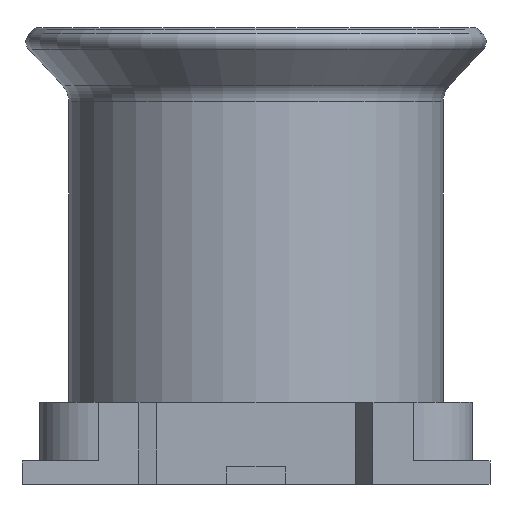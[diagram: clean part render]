
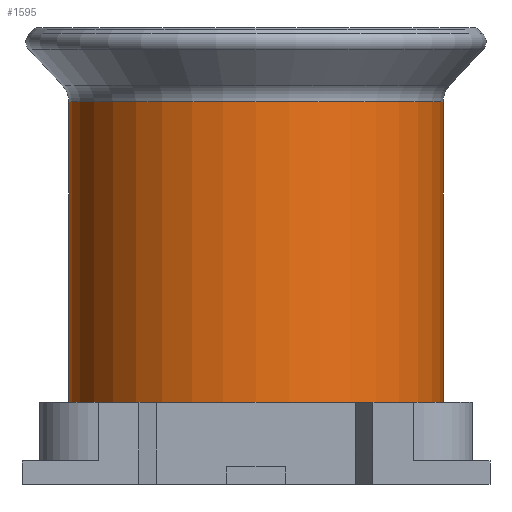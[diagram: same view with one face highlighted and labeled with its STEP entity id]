
A CAD part, front view. The second image highlights one B-rep face of the part: STEP entity #1595.
In plain terms, the highlighted cylindrical face has radius 1.6 mm (diameter 3.2 mm), a full revolution.
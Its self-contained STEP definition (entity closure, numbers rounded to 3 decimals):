
#1595 = ADVANCED_FACE('',(#1596),#1631,.T.);
#1596 = FACE_BOUND('',#1597,.T.);
#1597 = EDGE_LOOP('',(#1598,#1607,#1614,#1623,#1630));
#1598 = ORIENTED_EDGE('',*,*,#1599,.T.);
#1599 = EDGE_CURVE('',#1600,#1600,#1602,.T.);
#1600 = VERTEX_POINT('',#1601);
#1601 = CARTESIAN_POINT('',(0.,-1.425,
    3.27));
#1602 = CIRCLE('',#1603,1.6);
#1603 = AXIS2_PLACEMENT_3D('',#1604,#1605,#1606);
#1604 = CARTESIAN_POINT('',(0.,0.175,
    3.27));
#1605 = DIRECTION('',(0.,0.,-1.));
#1606 = DIRECTION('',(0.,-1.,0.));
#1607 = ORIENTED_EDGE('',*,*,#1608,.T.);
#1608 = EDGE_CURVE('',#1600,#1609,#1611,.T.);
#1609 = VERTEX_POINT('',#1610);
#1610 = CARTESIAN_POINT('',(0.,-1.425,
    0.7));
#1611 = B_SPLINE_CURVE_WITH_KNOTS('',1,(#1612,#1613),.UNSPECIFIED.,.F.,
  .F.,(2,2),(-0.07,2.5),.PIECEWISE_BEZIER_KNOTS.);
#1612 = CARTESIAN_POINT('',(0.,-1.425,
    3.27));
#1613 = CARTESIAN_POINT('',(0.,-1.425,
    0.7));
#1614 = ORIENTED_EDGE('',*,*,#1615,.T.);
#1615 = EDGE_CURVE('',#1609,#1616,#1618,.T.);
#1616 = VERTEX_POINT('',#1617);
#1617 = CARTESIAN_POINT('',(0.,1.775,0.7));
#1618 = CIRCLE('',#1619,1.6);
#1619 = AXIS2_PLACEMENT_3D('',#1620,#1621,#1622);
#1620 = CARTESIAN_POINT('',(0.,0.175,0.7));
#1621 = DIRECTION('',(0.,0.,1.));
#1622 = DIRECTION('',(0.,1.,0.));
#1623 = ORIENTED_EDGE('',*,*,#1624,.T.);
#1624 = EDGE_CURVE('',#1616,#1609,#1625,.T.);
#1625 = CIRCLE('',#1626,1.6);
#1626 = AXIS2_PLACEMENT_3D('',#1627,#1628,#1629);
#1627 = CARTESIAN_POINT('',(0.,0.175,0.7));
#1628 = DIRECTION('',(0.,0.,1.));
#1629 = DIRECTION('',(0.,1.,0.));
#1630 = ORIENTED_EDGE('',*,*,#1608,.F.);
#1631 = CYLINDRICAL_SURFACE('',#1632,1.6);
#1632 = AXIS2_PLACEMENT_3D('',#1633,#1634,#1635);
#1633 = CARTESIAN_POINT('',(0.,0.175,
    3.2));
#1634 = DIRECTION('',(0.,0.,-1.));
#1635 = DIRECTION('',(0.,-1.,0.));
